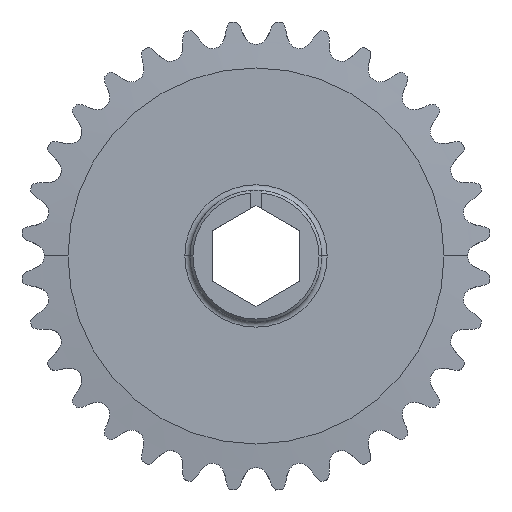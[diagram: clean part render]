
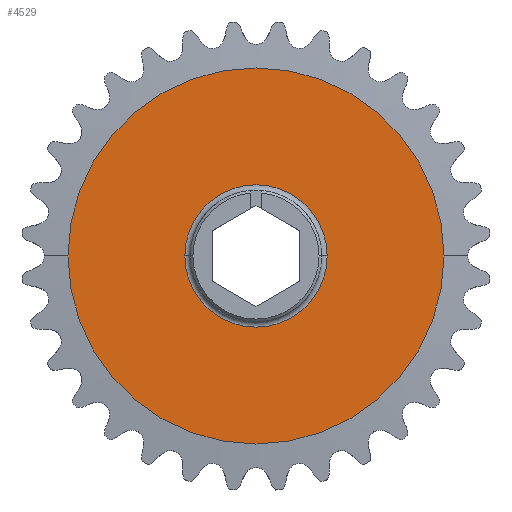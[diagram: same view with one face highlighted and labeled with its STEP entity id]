
A CAD part, top view. The second image highlights one B-rep face of the part: STEP entity #4529.
In plain terms, the highlighted planar face has unit normal (0, 0, 1).
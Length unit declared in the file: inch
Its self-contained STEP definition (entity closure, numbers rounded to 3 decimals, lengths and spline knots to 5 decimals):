
#804 = EDGE_CURVE ( 'NONE', #2822, #9756, #7460, .T. ) ;
#979 = ORIENTED_EDGE ( 'NONE', *, *, #7578, .T. ) ;
#1834 = EDGE_LOOP ( 'NONE', ( #3249, #5041 ) ) ;
#2332 = CIRCLE ( 'NONE', #7484, 1.07336 ) ;
#2414 = CARTESIAN_POINT ( 'NONE',  ( 1.07336, 0., 0.05906 ) ) ;
#2639 = DIRECTION ( 'NONE',  ( 0., 0., 1. ) ) ;
#2815 = DIRECTION ( 'NONE',  ( 1., 0., 0. ) ) ;
#2822 = VERTEX_POINT ( 'NONE', #2414 ) ;
#2881 = EDGE_CURVE ( 'NONE', #9756, #2822, #2332, .T. ) ;
#2985 = CARTESIAN_POINT ( 'NONE',  ( 0., 0., 0.05906 ) ) ;
#2991 = DIRECTION ( 'NONE',  ( 0., 0., -1. ) ) ;
#3249 = ORIENTED_EDGE ( 'NONE', *, *, #2881, .T. ) ;
#3852 = EDGE_LOOP ( 'NONE', ( #7304, #979 ) ) ;
#3963 = DIRECTION ( 'NONE',  ( 0., 0., -1. ) ) ;
#4082 = VERTEX_POINT ( 'NONE', #7340 ) ;
#4529 = ADVANCED_FACE ( 'NONE', ( #6836, #10286 ), #6772, .F. ) ;
#4713 = DIRECTION ( 'NONE',  ( -1., 0., 0. ) ) ;
#4914 = AXIS2_PLACEMENT_3D ( 'NONE', #5095, #6891, #5158 ) ;
#4926 = CIRCLE ( 'NONE', #7885, 0.40625 ) ;
#4939 = DIRECTION ( 'NONE',  ( -1., 0., 0. ) ) ;
#5041 = ORIENTED_EDGE ( 'NONE', *, *, #804, .T. ) ;
#5095 = CARTESIAN_POINT ( 'NONE',  ( 0., 0., 0.05906 ) ) ;
#5108 = EDGE_CURVE ( 'NONE', #4082, #10145, #9738, .T. ) ;
#5158 = DIRECTION ( 'NONE',  ( -1., 0., 0. ) ) ;
#5200 = DIRECTION ( 'NONE',  ( 0., 0., 1. ) ) ;
#5992 = AXIS2_PLACEMENT_3D ( 'NONE', #11374, #5200, #6132 ) ;
#6049 = CARTESIAN_POINT ( 'NONE',  ( 0., 0., 0.05906 ) ) ;
#6132 = DIRECTION ( 'NONE',  ( 1., 0., 0. ) ) ;
#6772 = PLANE ( 'NONE',  #4914 ) ;
#6836 = FACE_BOUND ( 'NONE', #3852, .T. ) ;
#6891 = DIRECTION ( 'NONE',  ( 0., 0., -1. ) ) ;
#7304 = ORIENTED_EDGE ( 'NONE', *, *, #5108, .T. ) ;
#7340 = CARTESIAN_POINT ( 'NONE',  ( -0.40625, 0., 0.05906 ) ) ;
#7432 = CARTESIAN_POINT ( 'NONE',  ( 0., 0., 0.05906 ) ) ;
#7460 = CIRCLE ( 'NONE', #5992, 1.07336 ) ;
#7484 = AXIS2_PLACEMENT_3D ( 'NONE', #6049, #2639, #2815 ) ;
#7578 = EDGE_CURVE ( 'NONE', #10145, #4082, #4926, .T. ) ;
#7885 = AXIS2_PLACEMENT_3D ( 'NONE', #7432, #2991, #4713 ) ;
#9004 = CARTESIAN_POINT ( 'NONE',  ( 0.40625, 0., 0.05906 ) ) ;
#9738 = CIRCLE ( 'NONE', #10080, 0.40625 ) ;
#9756 = VERTEX_POINT ( 'NONE', #9776 ) ;
#9776 = CARTESIAN_POINT ( 'NONE',  ( -1.07336, 0., 0.05906 ) ) ;
#10080 = AXIS2_PLACEMENT_3D ( 'NONE', #2985, #3963, #4939 ) ;
#10145 = VERTEX_POINT ( 'NONE', #9004 ) ;
#10286 = FACE_OUTER_BOUND ( 'NONE', #1834, .T. ) ;
#11374 = CARTESIAN_POINT ( 'NONE',  ( 0., 0., 0.05906 ) ) ;
